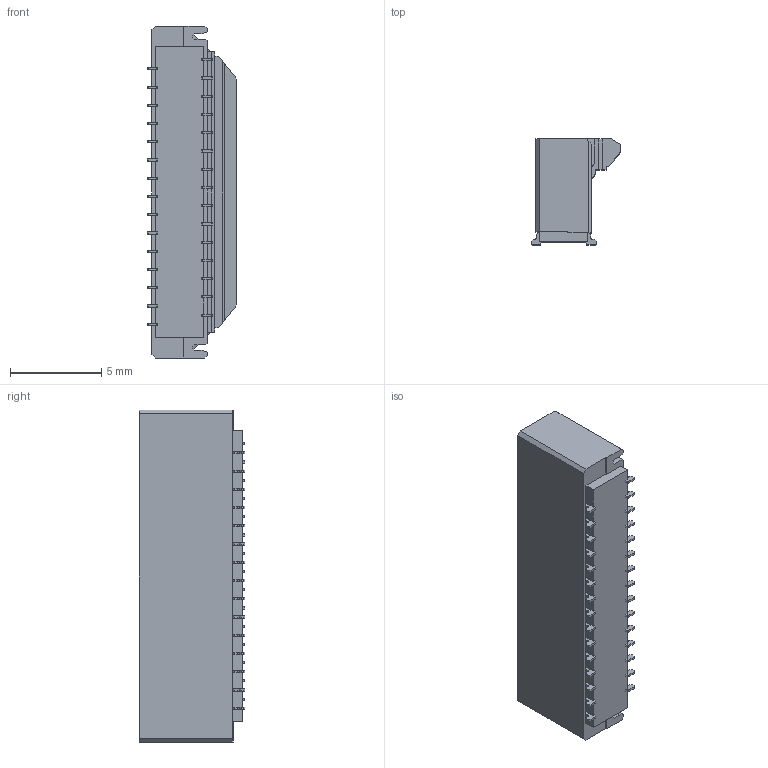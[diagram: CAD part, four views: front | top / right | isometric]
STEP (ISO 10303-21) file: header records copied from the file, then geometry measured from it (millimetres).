
FILE_DESCRIPTION(('CoCreate Modeling STEP Export'),'2;1');
FILE_NAME('FH40-30S-0.5SV.stp','2010-06-14T16:46:30',(''),(''),'CoCreate Modeling STEP processor for AP214 (Solid Model)','CoCreate Modeling 17.0 01-Apr-2010 (C) Parametric Technology GmbH','');
FILE_SCHEMA(('AUTOMOTIVE_DESIGN { 1 0 10303 214 1 1 1 1 }'));
Length unit declared in the file: millimetre
Products named in the file (1): FH40-30S-0.5SV
Bounding box: 4.9 x 5.8 x 18.2 mm (x, y, z)
Volume: 273.2 mm3; surface area: 603.7 mm2
Topology: 1 solids, 1 shells, 641 faces, 2100 edges, 1396 vertices
Faces by surface type: plane 549, cylinder 92
Entity records: 21800 total; most frequent: ORIENTED_EDGE 4200, CARTESIAN_POINT 3905, DIRECTION 3231, EDGE_CURVE 2100, VECTOR 1787, LINE 1787, VERTEX_POINT 1396, AXIS2_PLACEMENT_3D 722
